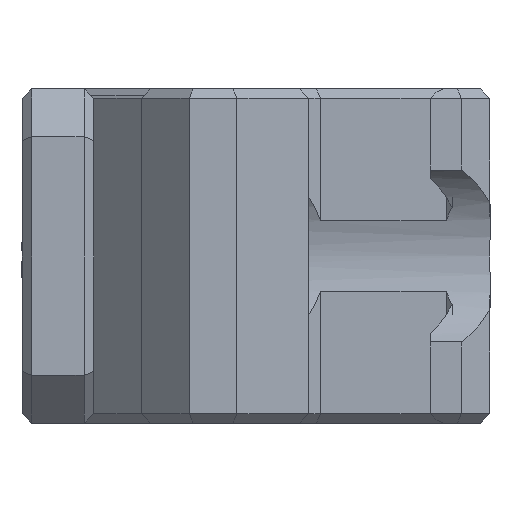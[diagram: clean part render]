
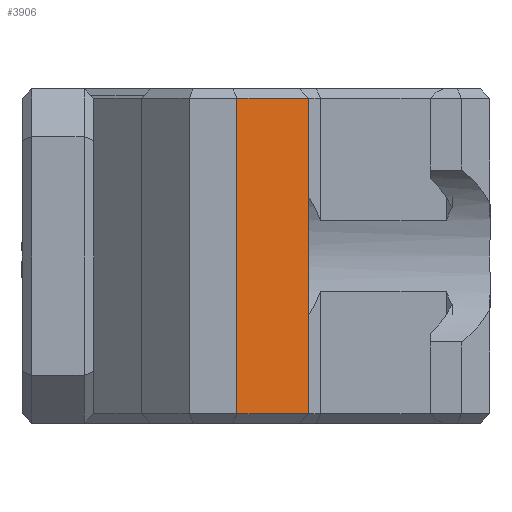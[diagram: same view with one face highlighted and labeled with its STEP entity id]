
A CAD part, left-side view. The second image highlights one B-rep face of the part: STEP entity #3906.
In plain terms, the highlighted planar face has unit normal (-0.707, -0.707, 0).
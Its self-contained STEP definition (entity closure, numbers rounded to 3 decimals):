
#126=FACE_OUTER_BOUND('',#364,.T.);
#364=EDGE_LOOP('',(#2796,#2797,#2798,#2799));
#769=LINE('',#5867,#1287);
#774=LINE('',#5883,#1292);
#777=LINE('',#5891,#1295);
#778=LINE('',#5892,#1296);
#1287=VECTOR('',#4671,10.);
#1292=VECTOR('',#4684,10.);
#1295=VECTOR('',#4691,10.);
#1296=VECTOR('',#4692,10.);
#1759=VERTEX_POINT('',#5828);
#1769=VERTEX_POINT('',#5866);
#1773=VERTEX_POINT('',#5882);
#1776=VERTEX_POINT('',#5890);
#2141=EDGE_CURVE('',#1759,#1769,#769,.T.);
#2148=EDGE_CURVE('',#1773,#1769,#774,.T.);
#2152=EDGE_CURVE('',#1759,#1776,#777,.T.);
#2153=EDGE_CURVE('',#1773,#1776,#778,.T.);
#2796=ORIENTED_EDGE('',*,*,#2141,.F.);
#2797=ORIENTED_EDGE('',*,*,#2152,.T.);
#2798=ORIENTED_EDGE('',*,*,#2153,.F.);
#2799=ORIENTED_EDGE('',*,*,#2148,.T.);
#3681=PLANE('',#4156);
#3906=ADVANCED_FACE('',(#126),#3681,.T.);
#4156=AXIS2_PLACEMENT_3D('',#5889,#4689,#4690);
#4671=DIRECTION('',(0.707,-0.707,0.));
#4684=DIRECTION('',(0.,0.,1.));
#4689=DIRECTION('center_axis',(-0.707,-0.707,0.));
#4690=DIRECTION('ref_axis',(0.,0.,1.));
#4691=DIRECTION('',(0.,0.,-1.));
#4692=DIRECTION('',(-0.707,0.707,0.));
#5828=CARTESIAN_POINT('',(-12.,5.5,-0.4));
#5866=CARTESIAN_POINT('',(-9.,2.5,-0.4));
#5867=CARTESIAN_POINT('',(-2.625,-3.875,-0.4));
#5882=CARTESIAN_POINT('',(-9.,2.5,-13.6));
#5883=CARTESIAN_POINT('',(-9.,2.5,-3.5));
#5889=CARTESIAN_POINT('Origin',(-10.5,4.,-3.5));
#5890=CARTESIAN_POINT('',(-12.,5.5,-13.6));
#5891=CARTESIAN_POINT('',(-12.,5.5,-3.5));
#5892=CARTESIAN_POINT('',(-2.625,-3.875,-13.6));
